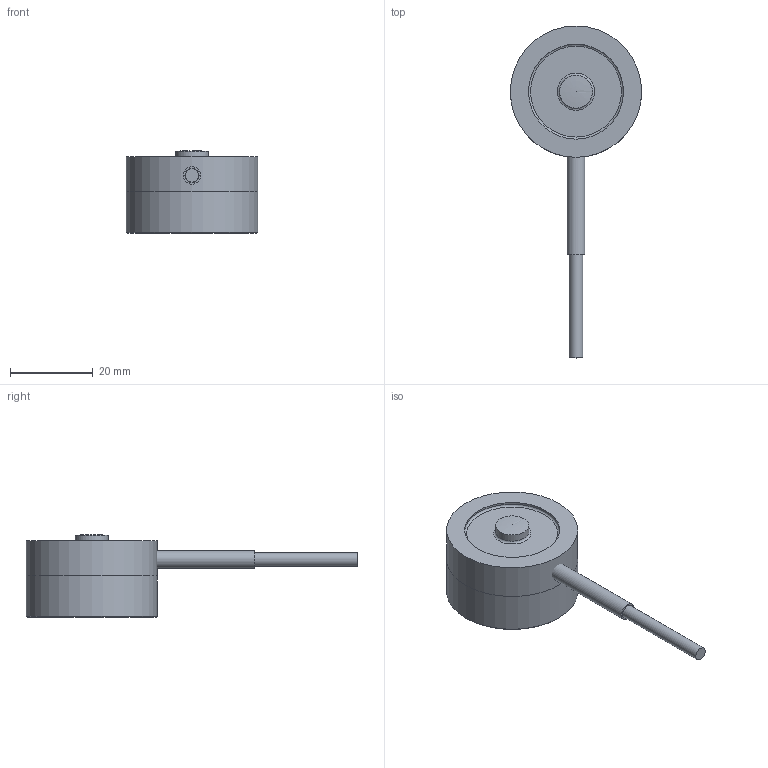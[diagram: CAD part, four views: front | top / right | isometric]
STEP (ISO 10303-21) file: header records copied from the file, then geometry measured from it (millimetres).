
FILE_DESCRIPTION( ( 'Unknown' ), '1' );
FILE_NAME( 'K13b-0_01-10kN.stp', 'Unknown', ( 'Unknown' ), ( 'Unknown' ), 'PSStep 17.0.49', 'Unknown', ' ' );
FILE_SCHEMA( ( 'AUTOMOTIVE_DESIGN { 1 0 10303 214 1 1 1 1 }' ) );
Length unit declared in the file: millimetre
Products named in the file (8): Assem1; 1120-005_DOC-00064499; zylinderschraube din 912-m2,5x10; zylinderschraube din 912-m2,5x10-oa0; zylinderschraube din 912-m2,5x10-oa1; doc-00048637; kabeldurchmesser 3,2_doc-00040959; 1120-013_DOC-00079562
Assembly tree (7 placements, depth 2):
  Assem1
    1120-005_DOC-00064499
    zylinderschraube din 912-m2,5x10
    zylinderschraube din 912-m2,5x10-oa0
    zylinderschraube din 912-m2,5x10-oa1
    doc-00048637
    kabeldurchmesser 3,2_doc-00040959
    1120-013_DOC-00079562
Bounding box: 31.8 x 80.4 x 20 mm (x, y, z)
Volume: 14515.6 mm3; surface area: 7147.9 mm2
Topology: 7 solids, 7 shells, 98 faces, 206 edges, 135 vertices
Faces by surface type: plane 45, cylinder 31, cone 16, torus 5, bspline 1
Full cylindrical faces by diameter (mm): 1.948 x3, 2.013 x3, 2.5 x6, 2.8 x3, 3.2 x1, 3.242 x3, 3.4 x1, 4.2 x1, 4.5 x3, 5 x3, 8 x1, 23 x1, 31.8 x2
Entity records: 3189 total; most frequent: CARTESIAN_POINT 471, DIRECTION 394, ORIENTED_EDGE 256, AXIS2_PLACEMENT_3D 179, EDGE_LOOP 172, FACE_OUTER_BOUND 134, EDGE_CURVE 128, VERTEX_POINT 120
